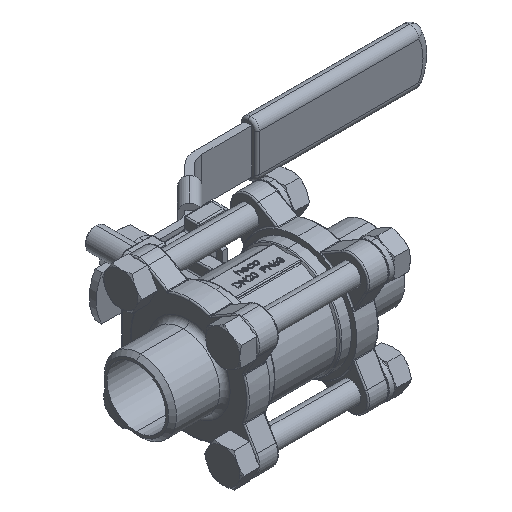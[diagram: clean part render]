
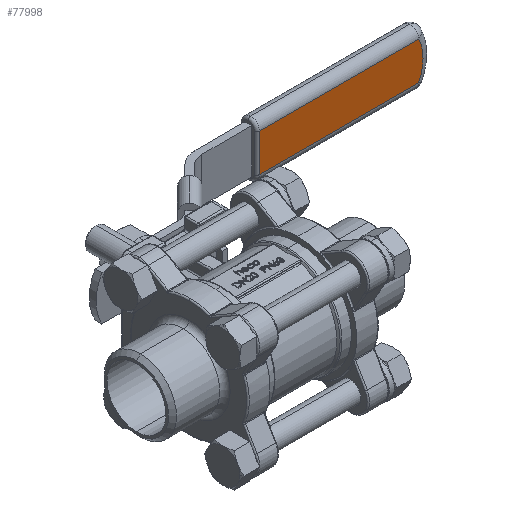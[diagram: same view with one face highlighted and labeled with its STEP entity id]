
A CAD part, isometric view. The second image highlights one B-rep face of the part: STEP entity #77998.
In plain terms, the highlighted planar face has unit normal (0, -1, 0).
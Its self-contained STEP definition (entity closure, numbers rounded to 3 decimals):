
#56808 = DIRECTION ( 'NONE',  ( -1., 0., 0. ) ) ;
#56810 = DIRECTION ( 'NONE',  ( 0., 1., 0. ) ) ;
#56812 = CARTESIAN_POINT ( 'NONE',  ( 125., 57.4, 79.512 ) ) ;
#56814 = AXIS2_PLACEMENT_3D ( 'NONE', #56812, #56810, #56808 ) ;
#56821 = PLANE ( 'NONE',  #56814 ) ;
#56861 = FACE_OUTER_BOUND ( 'NONE', #77999, .T. ) ;
#56922 = CARTESIAN_POINT ( 'NONE',  ( 120.012, 57.4, -7.2 ) ) ;
#56923 = CARTESIAN_POINT ( 'NONE',  ( 59.314, 57.4, -7.2 ) ) ;
#56924 = CARTESIAN_POINT ( 'NONE',  ( 59.314, 57.4, 7.2 ) ) ;
#56926 = DIRECTION ( 'NONE',  ( 0., 0., -1. ) ) ;
#56927 = VECTOR ( 'NONE', #56926, 1000. ) ;
#56928 = CARTESIAN_POINT ( 'NONE',  ( 59.314, 57.4, 79.512 ) ) ;
#56930 = LINE ( 'NONE', #56928, #56927 ) ;
#57268 = DIRECTION ( 'NONE',  ( -1., 0., 0. ) ) ;
#57269 = VECTOR ( 'NONE', #57268, 1000. ) ;
#57271 = CARTESIAN_POINT ( 'NONE',  ( 125., 57.4, 7.2 ) ) ;
#57273 = LINE ( 'NONE', #57271, #57269 ) ;
#57279 = CARTESIAN_POINT ( 'NONE',  ( 120.012, 57.4, 7.2 ) ) ;
#57282 = DIRECTION ( 'NONE',  ( -1., 0., 0. ) ) ;
#57284 = DIRECTION ( 'NONE',  ( 0., -1., 0. ) ) ;
#57285 = CARTESIAN_POINT ( 'NONE',  ( 105.5, 57.4, 0. ) ) ;
#57287 = AXIS2_PLACEMENT_3D ( 'NONE', #57285, #57284, #57282 ) ;
#57289 = CIRCLE ( 'NONE', #57287, 16.2 ) ;
#57297 = DIRECTION ( 'NONE',  ( 1., 0., 0. ) ) ;
#57299 = VECTOR ( 'NONE', #57297, 1000. ) ;
#57300 = CARTESIAN_POINT ( 'NONE',  ( 121.932, 57.4, -7.2 ) ) ;
#57301 = LINE ( 'NONE', #57300, #57299 ) ;
#77998 = ADVANCED_FACE ( 'NONE', ( #56861 ), #56821, .F. ) ;
#77999 = EDGE_LOOP ( 'NONE', ( #78000, #78004, #78059, #78062 ) ) ;
#78000 = ORIENTED_EDGE ( 'NONE', *, *, #78001, .T. ) ;
#78001 = EDGE_CURVE ( 'NONE', #78002, #78003, #56930, .T. ) ;
#78002 = VERTEX_POINT ( 'NONE', #56924 ) ;
#78003 = VERTEX_POINT ( 'NONE', #56923 ) ;
#78004 = ORIENTED_EDGE ( 'NONE', *, *, #78058, .T. ) ;
#78005 = VERTEX_POINT ( 'NONE', #56922 ) ;
#78058 = EDGE_CURVE ( 'NONE', #78003, #78005, #57301, .T. ) ;
#78059 = ORIENTED_EDGE ( 'NONE', *, *, #78060, .T. ) ;
#78060 = EDGE_CURVE ( 'NONE', #78005, #78061, #57289, .T. ) ;
#78061 = VERTEX_POINT ( 'NONE', #57279 ) ;
#78062 = ORIENTED_EDGE ( 'NONE', *, *, #78063, .T. ) ;
#78063 = EDGE_CURVE ( 'NONE', #78061, #78002, #57273, .T. ) ;
